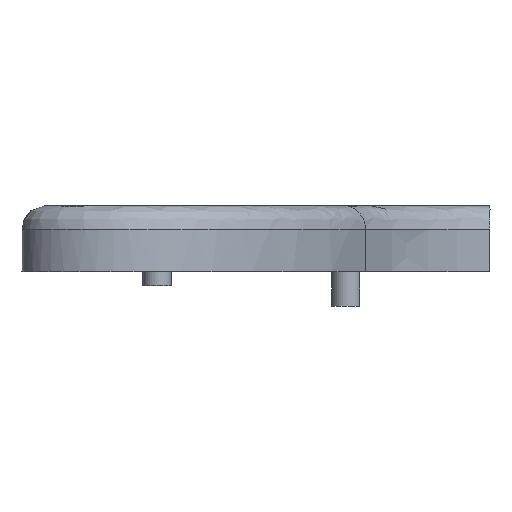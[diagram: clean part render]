
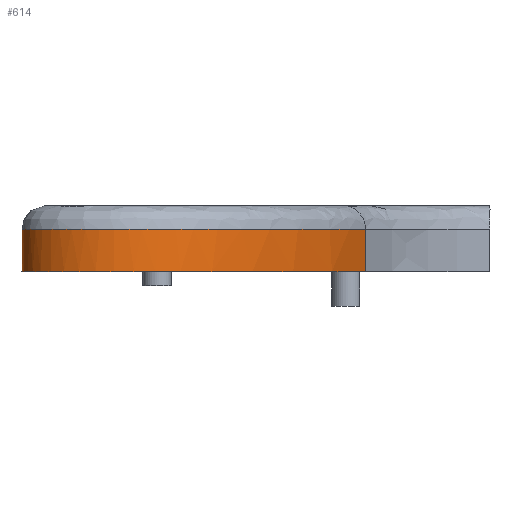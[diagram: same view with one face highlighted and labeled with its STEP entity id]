
A CAD part, left-side view. The second image highlights one B-rep face of the part: STEP entity #614.
In plain terms, the highlighted free-form (B-spline) face has degree [5, 1] with [9, 2] control points.
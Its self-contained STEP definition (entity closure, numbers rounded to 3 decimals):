
#54=(
BOUNDED_CURVE()
B_SPLINE_CURVE(5,(#2816,#2817,#2818,#2819,#2820,#2821,#2822,#2823,#2824),
 .UNSPECIFIED.,.F.,.F.)
B_SPLINE_CURVE_WITH_KNOTS((6,1,1,1,6),(-0.906,-0.75,-0.5,-0.25,
0.),.UNSPECIFIED.)
CURVE()
GEOMETRIC_REPRESENTATION_ITEM()
RATIONAL_B_SPLINE_CURVE((1.,1.,1.,1.,1.,1.,1.,1.,1.))
REPRESENTATION_ITEM('')
);
#68=LINE('',#2815,#87);
#87=VECTOR('',#740,10.);
#100=(
BOUNDED_SURFACE()
B_SPLINE_SURFACE(5,1,((#2796,#2797),(#2798,#2799),(#2800,#2801),(#2802,
#2803),(#2804,#2805),(#2806,#2807),(#2808,#2809),(#2810,#2811),(#2812,#2813)),
 .UNSPECIFIED.,.F.,.F.,.F.)
B_SPLINE_SURFACE_WITH_KNOTS((6,1,1,1,6),(2,2),(-0.978,-0.75,
-0.5,-0.25,0.),(0.,0.77),.UNSPECIFIED.)
GEOMETRIC_REPRESENTATION_ITEM()
RATIONAL_B_SPLINE_SURFACE(((1.,1.),(1.,1.),(1.,1.),(1.,1.),(1.,1.),(1.,
1.),(1.,1.),(1.,1.),(1.,1.)))
REPRESENTATION_ITEM('')
SURFACE()
);
#126=FACE_OUTER_BOUND('',#164,.T.);
#164=EDGE_LOOP('',(#521,#522,#523,#524));
#244=B_SPLINE_CURVE_WITH_KNOTS('',3,(#2631,#2632,#2633,#2634,#2635,#2636,
#2637,#2638,#2639,#2640,#2641,#2642,#2643,#2644,#2645,#2646,#2647,#2648,
#2649,#2650,#2651,#2652),.UNSPECIFIED.,.F.,.F.,(4,1,1,1,1,1,1,1,1,1,1,1,
1,1,1,1,1,1,1,4),(0.,1.441,2.882,
3.602,4.322,4.682,5.043,5.223,
5.313,5.403,5.493,5.583,5.763,
6.003,6.243,6.724,7.204,7.924,
8.645,10.085),.UNSPECIFIED.);
#247=B_SPLINE_CURVE_WITH_KNOTS('',3,(#2785,#2786,#2787,#2788),
 .UNSPECIFIED.,.F.,.F.,(4,4),(0.25,0.7),.UNSPECIFIED.);
#285=VERTEX_POINT('',#2441);
#287=VERTEX_POINT('',#2630);
#295=VERTEX_POINT('',#2784);
#297=VERTEX_POINT('',#2814);
#361=EDGE_CURVE('',#285,#287,#244,.T.);
#376=EDGE_CURVE('',#287,#295,#247,.T.);
#379=EDGE_CURVE('',#297,#285,#68,.T.);
#380=EDGE_CURVE('',#295,#297,#54,.T.);
#521=ORIENTED_EDGE('',*,*,#361,.F.);
#522=ORIENTED_EDGE('',*,*,#379,.F.);
#523=ORIENTED_EDGE('',*,*,#380,.F.);
#524=ORIENTED_EDGE('',*,*,#376,.F.);
#614=ADVANCED_FACE('',(#126),#100,.F.);
#740=DIRECTION('',(0.,0.,1.));
#2441=CARTESIAN_POINT('',(0.,6.002,4.5));
#2630=CARTESIAN_POINT('',(-29.091,-14.099,4.5));
#2631=CARTESIAN_POINT('Ctrl Pts',(0.,6.002,
4.5));
#2632=CARTESIAN_POINT('Ctrl Pts',(-4.73,6.546,4.5));
#2633=CARTESIAN_POINT('Ctrl Pts',(-14.1,7.845,4.5));
#2634=CARTESIAN_POINT('Ctrl Pts',(-25.496,10.667,4.5));
#2635=CARTESIAN_POINT('Ctrl Pts',(-33.964,14.338,4.5));
#2636=CARTESIAN_POINT('Ctrl Pts',(-38.999,17.222,4.5));
#2637=CARTESIAN_POINT('Ctrl Pts',(-43.178,19.694,4.5));
#2638=CARTESIAN_POINT('Ctrl Pts',(-45.981,21.208,4.5));
#2639=CARTESIAN_POINT('Ctrl Pts',(-48.375,22.077,4.5));
#2640=CARTESIAN_POINT('Ctrl Pts',(-50.099,22.359,4.5));
#2641=CARTESIAN_POINT('Ctrl Pts',(-51.751,22.256,4.5));
#2642=CARTESIAN_POINT('Ctrl Pts',(-53.353,21.563,4.5));
#2643=CARTESIAN_POINT('Ctrl Pts',(-54.813,20.362,4.5));
#2644=CARTESIAN_POINT('Ctrl Pts',(-56.195,18.509,4.5));
#2645=CARTESIAN_POINT('Ctrl Pts',(-57.264,15.939,4.5));
#2646=CARTESIAN_POINT('Ctrl Pts',(-57.893,11.94,4.5));
#2647=CARTESIAN_POINT('Ctrl Pts',(-56.897,7.086,4.5));
#2648=CARTESIAN_POINT('Ctrl Pts',(-53.669,1.583,4.5));
#2649=CARTESIAN_POINT('Ctrl Pts',(-48.863,-3.364,4.5));
#2650=CARTESIAN_POINT('Ctrl Pts',(-40.763,-9.369,4.5));
#2651=CARTESIAN_POINT('Ctrl Pts',(-33.871,-12.585,4.5));
#2652=CARTESIAN_POINT('Ctrl Pts',(-29.091,-14.099,4.5));
#2784=CARTESIAN_POINT('',(-29.091,-14.099,0.));
#2785=CARTESIAN_POINT('Ctrl Pts',(-29.091,-14.099,4.5));
#2786=CARTESIAN_POINT('Ctrl Pts',(-29.091,-14.099,3.));
#2787=CARTESIAN_POINT('Ctrl Pts',(-29.091,-14.099,1.5));
#2788=CARTESIAN_POINT('Ctrl Pts',(-29.091,-14.099,0.));
#2796=CARTESIAN_POINT('Ctrl Pts',(-8.868,-17.298,0.));
#2797=CARTESIAN_POINT('Ctrl Pts',(-8.868,-17.298,7.7));
#2798=CARTESIAN_POINT('Ctrl Pts',(-25.477,-16.706,0.));
#2799=CARTESIAN_POINT('Ctrl Pts',(-25.477,-16.706,7.7));
#2800=CARTESIAN_POINT('Ctrl Pts',(-43.918,-9.501,0.));
#2801=CARTESIAN_POINT('Ctrl Pts',(-43.918,-9.501,7.7));
#2802=CARTESIAN_POINT('Ctrl Pts',(-64.306,6.619,0.));
#2803=CARTESIAN_POINT('Ctrl Pts',(-64.306,6.619,7.7));
#2804=CARTESIAN_POINT('Ctrl Pts',(-55.57,22.797,0.));
#2805=CARTESIAN_POINT('Ctrl Pts',(-55.57,22.797,7.7));
#2806=CARTESIAN_POINT('Ctrl Pts',(-50.,27.,0.));
#2807=CARTESIAN_POINT('Ctrl Pts',(-50.,27.,7.7));
#2808=CARTESIAN_POINT('Ctrl Pts',(-37.551,14.569,0.));
#2809=CARTESIAN_POINT('Ctrl Pts',(-37.551,14.569,7.7));
#2810=CARTESIAN_POINT('Ctrl Pts',(-21.78,8.509,0.));
#2811=CARTESIAN_POINT('Ctrl Pts',(-21.78,8.509,7.7));
#2812=CARTESIAN_POINT('Ctrl Pts',(0.,6.002,
0.));
#2813=CARTESIAN_POINT('Ctrl Pts',(0.,6.002,
7.7));
#2814=CARTESIAN_POINT('',(0.,6.002,0.));
#2815=CARTESIAN_POINT('',(0.,6.002,0.));
#2816=CARTESIAN_POINT('Ctrl Pts',(-29.091,-14.099,0.));
#2817=CARTESIAN_POINT('Ctrl Pts',(-35.835,-11.963,0.));
#2818=CARTESIAN_POINT('Ctrl Pts',(-49.214,-4.832,0.));
#2819=CARTESIAN_POINT('Ctrl Pts',(-63.034,8.94,0.));
#2820=CARTESIAN_POINT('Ctrl Pts',(-55.159,23.107,0.));
#2821=CARTESIAN_POINT('Ctrl Pts',(-50.,27.,0.));
#2822=CARTESIAN_POINT('Ctrl Pts',(-37.551,14.569,0.));
#2823=CARTESIAN_POINT('Ctrl Pts',(-21.78,8.509,0.));
#2824=CARTESIAN_POINT('Ctrl Pts',(0.,6.002,
0.));
